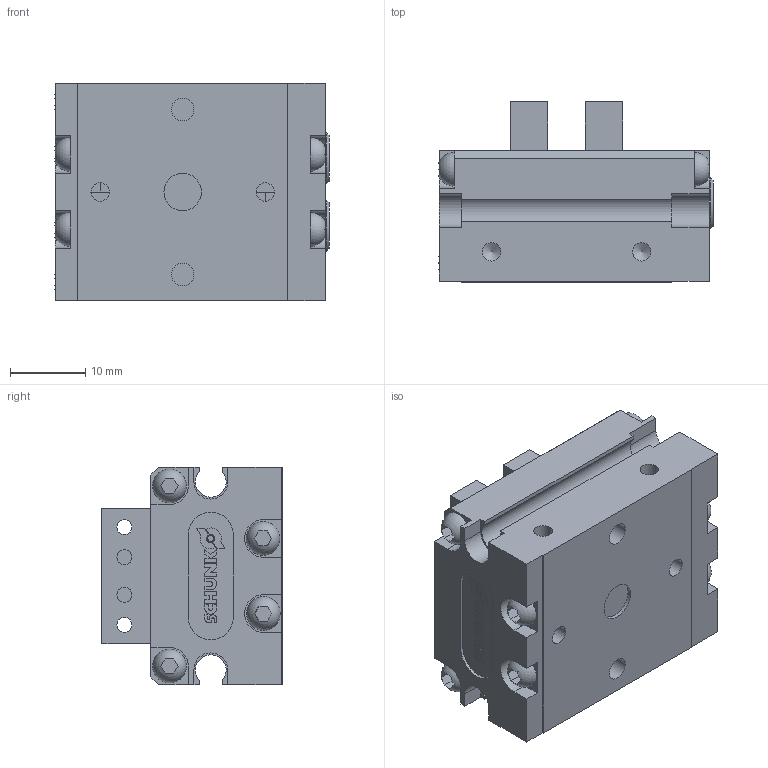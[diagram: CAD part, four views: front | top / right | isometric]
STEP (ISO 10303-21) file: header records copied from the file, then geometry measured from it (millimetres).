
FILE_DESCRIPTION( ( 'STEP AP214' ), '1' );
FILE_NAME( 'SCHUNK-1343461 MPC 25,0ohneohne.stp', '2020-05-13T13:30:42', ( 'License CC BY-ND 4.0' ), ( 'CADENAS' ), ' ', 'PARTsolutions', ' ' );
FILE_SCHEMA( ( 'AUTOMOTIVE_DESIGN { 1 0 10303 214 1 1 1 1 }' ) );
Length unit declared in the file: millimetre
Products named in the file (7): SCHUNK-1343461 MPC 25,0ohneohne; _SCHUNK-1343461 MPC 25 Dummy, 0ohneohne; _SCHUNK-- Gehaeuse MPC 25; _SCHUNK-- Kolben MPC 25; _SCHUNK-9954530 Typenschild 6x17x0.3; _SCHUNK-- Grundbacke MPC 25-1; _SCHUNK-- Grundbacke MPC 25
Assembly tree (7 placements, depth 2):
  SCHUNK-1343461 MPC 25,0ohneohne
    _SCHUNK-1343461 MPC 25 Dummy, 0ohneohne
    _SCHUNK-- Gehaeuse MPC 25
    _SCHUNK-- Kolben MPC 25  x2
    _SCHUNK-9954530 Typenschild 6x17x0.3
    _SCHUNK-- Grundbacke MPC 25-1
    _SCHUNK-- Grundbacke MPC 25
Bounding box: 36.52 x 24 x 29 mm (x, y, z)
Volume: 16585.1 mm3; surface area: 12010.8 mm2
Topology: 6 solids, 6 shells, 373 faces, 946 edges, 626 vertices
Faces by surface type: plane 271, cylinder 80, cone 14, sphere 8
Full cylindrical faces by diameter (mm): 0.3 x2, 0.792 x1, 2 x4, 2.013 x4, 2.459 x12, 3 x4, 4 x2, 5 x1, 6.85 x6, 7 x2
Entity records: 13651 total; most frequent: CARTESIAN_POINT 1905, DIRECTION 1805, ORIENTED_EDGE 1718, EDGE_CURVE 859, LINE 647, VECTOR 647, VERTEX_POINT 602, AXIS2_PLACEMENT_3D 579
